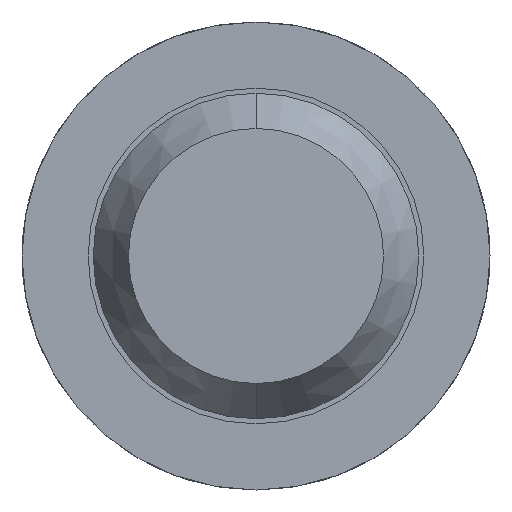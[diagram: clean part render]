
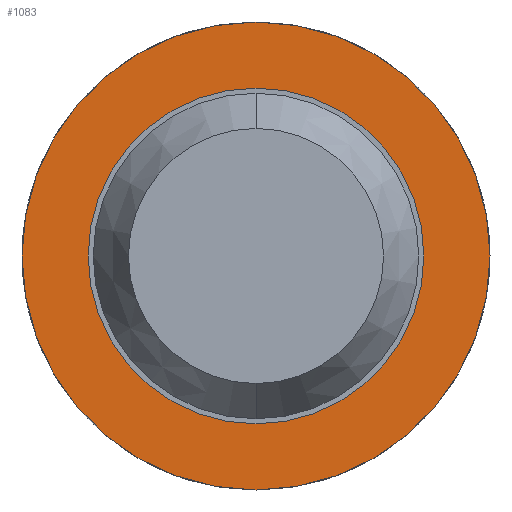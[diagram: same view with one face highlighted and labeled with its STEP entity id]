
A CAD part, front view. The second image highlights one B-rep face of the part: STEP entity #1083.
In plain terms, the highlighted planar face has unit normal (0, -1, 0).
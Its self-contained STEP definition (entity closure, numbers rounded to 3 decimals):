
#25 = DIRECTION ( 'NONE',  ( 0., 0., 1. ) ) ;
#82 = CARTESIAN_POINT ( 'NONE',  ( 0., -1.7, -1.15 ) ) ;
#187 = CIRCLE ( 'NONE', #2659, 0.825 ) ;
#220 = AXIS2_PLACEMENT_3D ( 'NONE', #1722, #2055, #3961 ) ;
#389 = ORIENTED_EDGE ( 'NONE', *, *, #2832, .F. ) ;
#552 = ORIENTED_EDGE ( 'NONE', *, *, #2411, .T. ) ;
#603 = DIRECTION ( 'NONE',  ( 0., 1., 0. ) ) ;
#617 = EDGE_CURVE ( 'Defeature ausgef�hrt1_31+Defeature ausgef�hrt1_38+Defeature ausgef�hrt1_38+Defeature ausgef�hrt1_38', #1626, #1718, #3301, .T. ) ;
#688 = CARTESIAN_POINT ( 'NONE',  ( 0., -1.7, 0.825 ) ) ;
#857 = EDGE_LOOP ( 'NONE', ( #552, #4111 ) ) ;
#932 = DIRECTION ( 'NONE',  ( 0., 0., 1. ) ) ;
#1021 = AXIS2_PLACEMENT_3D ( 'NONE', #2722, #3356, #3977 ) ;
#1083 = ADVANCED_FACE ( 'Defeature ausgef�hrt1_38', ( #3603, #2432 ), #1270, .F. ) ;
#1232 = CARTESIAN_POINT ( 'NONE',  ( 0.825, -1.7, 0. ) ) ;
#1253 = CARTESIAN_POINT ( 'NONE',  ( 0., -1.7, 0. ) ) ;
#1270 = PLANE ( 'NONE',  #3413 ) ;
#1583 = DIRECTION ( 'NONE',  ( 0., 0., 1. ) ) ;
#1626 = VERTEX_POINT ( 'NONE', #82 ) ;
#1717 = VERTEX_POINT ( 'NONE', #688 ) ;
#1718 = VERTEX_POINT ( 'NONE', #3269 ) ;
#1722 = CARTESIAN_POINT ( 'NONE',  ( 0., -1.7, 0. ) ) ;
#1972 = CARTESIAN_POINT ( 'NONE',  ( 0., -1.7, 0. ) ) ;
#2055 = DIRECTION ( 'NONE',  ( 0., 1., 0. ) ) ;
#2289 = ORIENTED_EDGE ( 'NONE', *, *, #617, .F. ) ;
#2380 = AXIS2_PLACEMENT_3D ( 'NONE', #1972, #2598, #25 ) ;
#2411 = EDGE_CURVE ( 'Defeature ausgef�hrt1_38+Defeature ausgef�hrt1_37+Defeature ausgef�hrt1_37+Defeature ausgef�hrt1_37', #1717, #2717, #3410, .T. ) ;
#2432 = FACE_BOUND ( 'NONE', #857, .T. ) ;
#2598 = DIRECTION ( 'NONE',  ( 0., 1., 0. ) ) ;
#2606 = EDGE_LOOP ( 'NONE', ( #389, #2289 ) ) ;
#2659 = AXIS2_PLACEMENT_3D ( 'NONE', #1253, #3158, #1583 ) ;
#2717 = VERTEX_POINT ( 'NONE', #3306 ) ;
#2722 = CARTESIAN_POINT ( 'NONE',  ( 0., -1.7, 0. ) ) ;
#2832 = EDGE_CURVE ( 'Defeature ausgef�hrt1_31+Defeature ausgef�hrt1_38+Defeature ausgef�hrt1_38+Defeature ausgef�hrt1_38', #1718, #1626, #3658, .T. ) ;
#3158 = DIRECTION ( 'NONE',  ( 0., 1., 0. ) ) ;
#3269 = CARTESIAN_POINT ( 'NONE',  ( 0., -1.7, 1.15 ) ) ;
#3301 = CIRCLE ( 'NONE', #2380, 1.15 ) ;
#3306 = CARTESIAN_POINT ( 'NONE',  ( 0., -1.7, -0.825 ) ) ;
#3356 = DIRECTION ( 'NONE',  ( 0., 1., 0. ) ) ;
#3410 = CIRCLE ( 'NONE', #220, 0.825 ) ;
#3413 = AXIS2_PLACEMENT_3D ( 'NONE', #1232, #603, #932 ) ;
#3603 = FACE_OUTER_BOUND ( 'NONE', #2606, .T. ) ;
#3658 = CIRCLE ( 'NONE', #1021, 1.15 ) ;
#3961 = DIRECTION ( 'NONE',  ( 0., 0., 1. ) ) ;
#3977 = DIRECTION ( 'NONE',  ( 0., 0., 1. ) ) ;
#3979 = EDGE_CURVE ( 'Defeature ausgef�hrt1_38+Defeature ausgef�hrt1_37+Defeature ausgef�hrt1_37+Defeature ausgef�hrt1_37', #2717, #1717, #187, .T. ) ;
#4111 = ORIENTED_EDGE ( 'NONE', *, *, #3979, .T. ) ;
